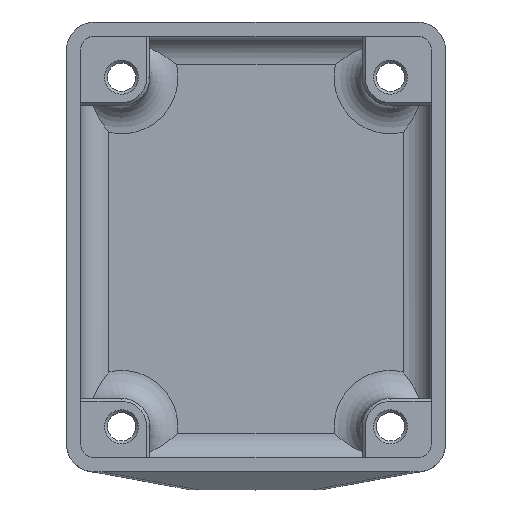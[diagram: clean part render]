
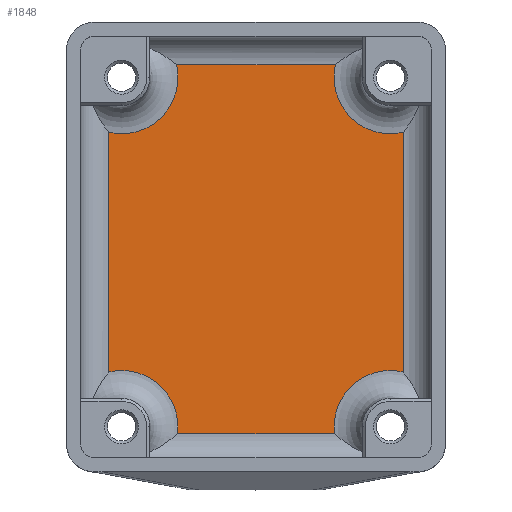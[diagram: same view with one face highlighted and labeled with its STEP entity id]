
A CAD part, top view. The second image highlights one B-rep face of the part: STEP entity #1848.
In plain terms, the highlighted planar face has unit normal (0, 0, 1).
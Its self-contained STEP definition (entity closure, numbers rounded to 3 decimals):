
#85=LINE('',#2733,#250);
#90=LINE('',#2787,#255);
#91=LINE('',#2791,#256);
#92=LINE('',#2794,#257);
#250=VECTOR('',#2181,10.);
#255=VECTOR('',#2202,10.);
#256=VECTOR('',#2205,4.);
#257=VECTOR('',#2208,10.);
#465=FACE_OUTER_BOUND('',#575,.T.);
#575=EDGE_LOOP('',(#1258,#1259,#1260,#1261,#1262,#1263,#1264,#1265));
#699=CIRCLE('',#1979,8.);
#701=CIRCLE('',#1982,8.);
#702=CIRCLE('',#1983,8.);
#703=CIRCLE('',#1984,8.);
#775=VERTEX_POINT('',#2722);
#777=VERTEX_POINT('',#2732);
#784=VERTEX_POINT('',#2764);
#787=VERTEX_POINT('',#2784);
#788=VERTEX_POINT('',#2786);
#789=VERTEX_POINT('',#2788);
#790=VERTEX_POINT('',#2790);
#791=VERTEX_POINT('',#2792);
#955=EDGE_CURVE('',#775,#777,#85,.T.);
#964=EDGE_CURVE('',#777,#784,#699,.T.);
#968=EDGE_CURVE('',#787,#775,#701,.T.);
#969=EDGE_CURVE('',#788,#787,#90,.T.);
#970=EDGE_CURVE('',#789,#788,#702,.T.);
#971=EDGE_CURVE('',#790,#789,#91,.T.);
#972=EDGE_CURVE('',#791,#790,#703,.T.);
#973=EDGE_CURVE('',#784,#791,#92,.T.);
#1258=ORIENTED_EDGE('',*,*,#955,.F.);
#1259=ORIENTED_EDGE('',*,*,#968,.F.);
#1260=ORIENTED_EDGE('',*,*,#969,.F.);
#1261=ORIENTED_EDGE('',*,*,#970,.F.);
#1262=ORIENTED_EDGE('',*,*,#971,.F.);
#1263=ORIENTED_EDGE('',*,*,#972,.F.);
#1264=ORIENTED_EDGE('',*,*,#973,.F.);
#1265=ORIENTED_EDGE('',*,*,#964,.F.);
#1793=PLANE('',#1981);
#1848=ADVANCED_FACE('',(#465),#1793,.T.);
#1979=AXIS2_PLACEMENT_3D('',#2765,#2194,#2195);
#1981=AXIS2_PLACEMENT_3D('',#2783,#2198,#2199);
#1982=AXIS2_PLACEMENT_3D('',#2785,#2200,#2201);
#1983=AXIS2_PLACEMENT_3D('',#2789,#2203,#2204);
#1984=AXIS2_PLACEMENT_3D('',#2793,#2206,#2207);
#2181=DIRECTION('',(1.,0.,0.));
#2194=DIRECTION('center_axis',(0.,0.,1.));
#2195=DIRECTION('ref_axis',(-0.707,-0.707,0.));
#2198=DIRECTION('center_axis',(0.,0.,1.));
#2199=DIRECTION('ref_axis',(1.,0.,0.));
#2200=DIRECTION('center_axis',(0.,0.,1.));
#2201=DIRECTION('ref_axis',(0.707,-0.707,0.));
#2202=DIRECTION('',(0.,1.,0.));
#2203=DIRECTION('center_axis',(0.,0.,1.));
#2204=DIRECTION('ref_axis',(0.707,0.707,0.));
#2205=DIRECTION('',(-1.,0.,0.));
#2206=DIRECTION('center_axis',(0.,0.,1.));
#2207=DIRECTION('ref_axis',(-0.707,0.707,0.));
#2208=DIRECTION('',(0.,-1.,0.));
#2722=CARTESIAN_POINT('',(-38.117,57.75,-18.));
#2732=CARTESIAN_POINT('',(-15.603,57.75,-18.));
#2733=CARTESIAN_POINT('',(-38.29,57.75,-18.));
#2764=CARTESIAN_POINT('',(-6.,48.147,-18.));
#2765=CARTESIAN_POINT('Origin',(-7.81,55.94,-18.));
#2783=CARTESIAN_POINT('Origin',(-26.86,31.875,-18.));
#2784=CARTESIAN_POINT('',(-47.72,48.147,-18.));
#2785=CARTESIAN_POINT('Origin',(-45.91,55.94,-18.));
#2786=CARTESIAN_POINT('',(-47.72,14.201,-18.));
#2787=CARTESIAN_POINT('',(-47.72,17.938,-18.));
#2788=CARTESIAN_POINT('',(-37.968,5.464,-18.));
#2789=CARTESIAN_POINT('Origin',(-45.912,6.408,-18.));
#2790=CARTESIAN_POINT('',(-15.752,5.464,-18.));
#2791=CARTESIAN_POINT('',(-6.,5.464,-18.));
#2792=CARTESIAN_POINT('',(-6.,14.201,-18.));
#2793=CARTESIAN_POINT('Origin',(-7.808,6.408,-18.));
#2794=CARTESIAN_POINT('',(-6.,45.813,-18.));
